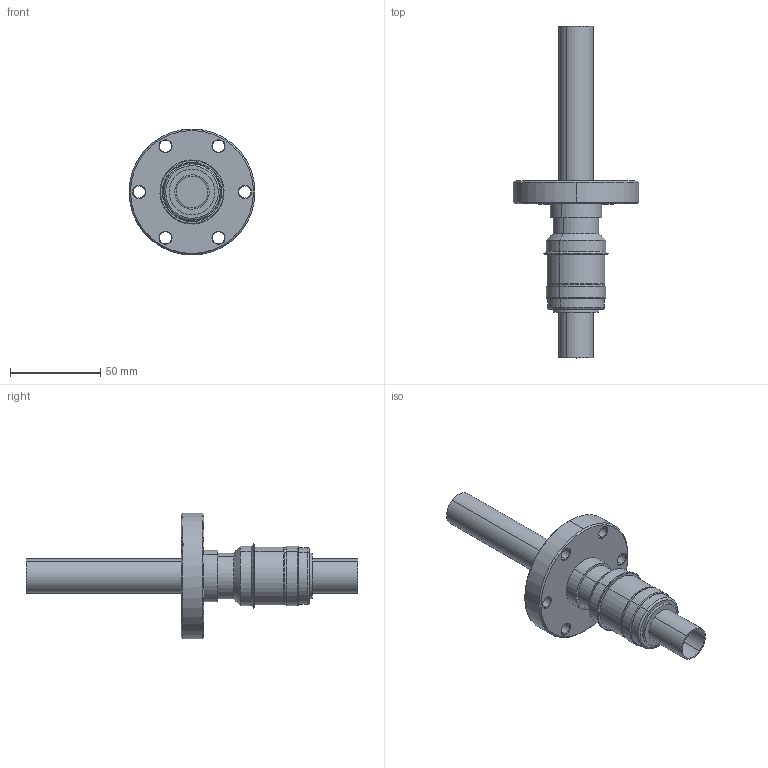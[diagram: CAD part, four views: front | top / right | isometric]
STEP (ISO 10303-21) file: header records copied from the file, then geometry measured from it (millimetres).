
FILE_DESCRIPTION (( 'STEP AP203' ), '1' );
FILE_NAME ('A0236-1-CF.STEP', '2019-11-05T20:47:41', ( '' ), ( '' ), 'SwSTEP 2.0', 'SolidWorks 2019', '' );
FILE_SCHEMA (( 'CONFIG_CONTROL_DESIGN' ));
Length unit declared in the file: inch
Products named in the file (1): A0236-1-CF
Bounding box: 69.85 x 184.15 x 69.85 mm (x, y, z)
Volume: 68950.7 mm3; surface area: 42273.6 mm2
Topology: 1 solids, 1 shells, 116 faces, 254 edges, 153 vertices
Faces by surface type: cylinder 48, cone 41, plane 23, torus 4
Entity records: 3300 total; most frequent: DIRECTION 631, CARTESIAN_POINT 536, ORIENTED_EDGE 508, AXIS2_PLACEMENT_3D 264, EDGE_CURVE 254, VERTEX_POINT 153, CIRCLE 147, EDGE_LOOP 141
